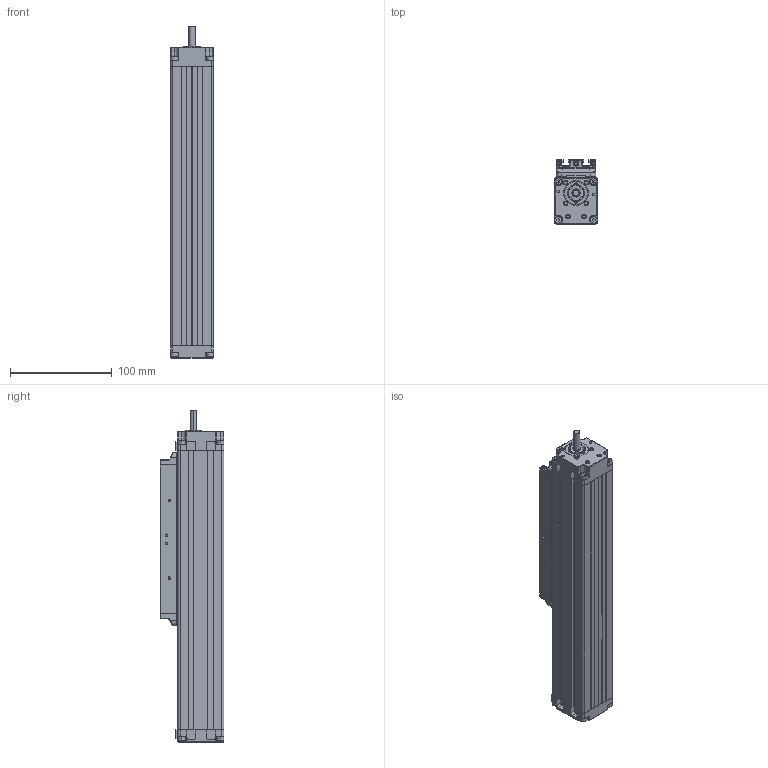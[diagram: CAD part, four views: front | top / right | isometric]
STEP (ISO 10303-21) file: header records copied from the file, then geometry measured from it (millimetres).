
FILE_DESCRIPTION (( 'STEP AP214' ), '1' );
FILE_NAME ('MTV42-0100-12XX-RA.STEP', '2023-03-21T16:08:53', ( '' ), ( '' ), 'SwSTEP 2.0', 'SolidWorks 2021', '' );
FILE_SCHEMA (( 'AUTOMOTIVE_DESIGN' ));
Length unit declared in the file: millimetre
Products named in the file (21): E0P003L; E0S002; E0P002L; A0PR004; A0P006V; CSR-00608-2RS; VSFR12XX-0223-E2-D3; A0P008V; A0L001-0196; SGA08_Circlip DIN 471 - 8 x 0.8; VTSTA0,25-010; VTCEZ0,40-020_ISO 4762 M4 x 20 - 20C-Z; GFEM24X015; A0T001-0146; A0M002-0173; MTV42-0100-12XX-RA; E0A001L-0174; VTSTA0,30-008; TAP-M3; A0F002; GFPM8X0,75
Assembly tree (47 placements, depth 3):
  MTV42-0100-12XX-RA
    E0A001L-0174
    E0P002L
    E0P003L
    A0M002-0173  x2
    E0S002
    A0PR004  x2
      A0P006V
      A0F002
    A0T001-0146  x2
    CSR-00608-2RS  x2
    GFEM24X015
    VTCEZ0,40-020_ISO 4762 M4 x 20 - 20C-Z  x8
    VTSTA0,25-010  x6
    A0P008V  x2
    VTSTA0,30-008  x4
    VSFR12XX-0223-E2-D3
    SGA08_Circlip DIN 471 - 8 x 0.8
    TAP-M3  x8
    GFPM8X0,75
    A0L001-0196
Bounding box: 42 x 62.5 x 326 mm (x, y, z)
Volume: 385643.7 mm3; surface area: 241175.9 mm2
Topology: 51 solids, 55 shells, 2286 faces, 5784 edges, 3574 vertices
Faces by surface type: cylinder 1021, plane 791, cone 251, torus 161, sphere 54, bspline 8
Entity records: 50789 total; most frequent: CARTESIAN_POINT 9757, DIRECTION 8694, ORIENTED_EDGE 7892, EDGE_CURVE 3946, AXIS2_PLACEMENT_3D 3294, VERTEX_POINT 2473, VECTOR 2106, LINE 2106
